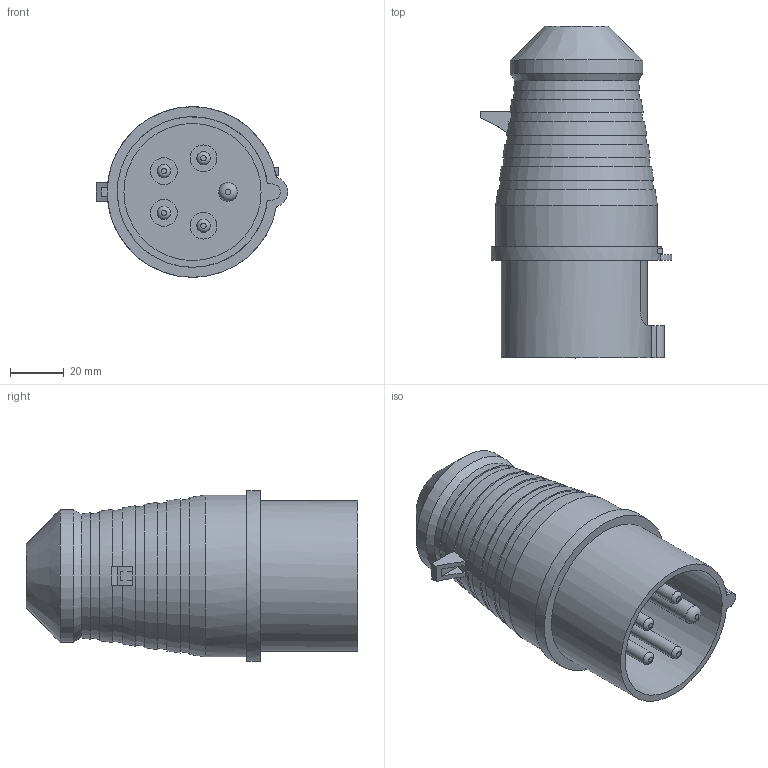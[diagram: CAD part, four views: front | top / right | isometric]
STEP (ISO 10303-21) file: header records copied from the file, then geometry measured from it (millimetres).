
FILE_DESCRIPTION (( 'STEP AP203' ), '1' );
FILE_NAME ('ps-015-16-380.ÃÌ Âèëêà ïåðåíîñíàÿ 015 3Ð+ÐÅ+N 16À 380Â IP44 EKF.STEP', '2025-10-01T09:08:24', ( '' ), ( '' ), 'SwSTEP 2.0', 'SolidWorks 2021', '' );
FILE_SCHEMA (( 'CONFIG_CONTROL_DESIGN' ));
Length unit declared in the file: millimetre
Products named in the file (3): ps-015-16-380.ÃÌ Âèëêà ïåðåíîñíàÿ 015 3Ð+ÐÅ+N 16À 380Â IP44 EKF; Êîïèÿ Òûëüíàÿ-îáùàÿ^ps-015-16-380.ÃÌ Âèëêà ïåðåíîñíàÿ 015 3Ð+ÐÅ+N 16À 380Â IP44 EKF_00; Êîïèÿ ps-015-16-380 âèëêà^ps-015-16-380.ÃÌ Âèëêà ïåðåíîñíàÿ 015 3Ð+ÐÅ+N 16À 380Â IP44 EKF_00
Assembly tree (2 placements, depth 2):
  ps-015-16-380.ÃÌ Âèëêà ïåðåíîñíàÿ 015 3Ð+ÐÅ+N 16À 380Â IP44 EKF
    Êîïèÿ ps-015-16-380 âèëêà^ps-015-16-380.ÃÌ Âèëêà ïåðåíîñíàÿ 015 3Ð+ÐÅ+N 16À 380Â IP44 EKF_00
    Êîïèÿ Òûëüíàÿ-îáùàÿ^ps-015-16-380.ÃÌ Âèëêà ïåðåíîñíàÿ 015 3Ð+ÐÅ+N 16À 380Â IP44 EKF_00
Bounding box: 71.39 x 124 x 63.75 mm (x, y, z)
Volume: 211695.8 mm3; surface area: 42679.5 mm2
Topology: 2 solids, 2 shells, 92 faces, 198 edges, 123 vertices
Faces by surface type: plane 41, cylinder 23, cone 23, torus 5
Full cylindrical faces by diameter (mm): 5 x4, 5.15 x1, 6.65 x1, 7 x1, 10 x4, 49.5 x1, 51.25 x1, 56.25 x1, 60.5 x1, 63.75 x1
Entity records: 2591 total; most frequent: CARTESIAN_POINT 467, DIRECTION 408, ORIENTED_EDGE 298, AXIS2_PLACEMENT_3D 176, EDGE_CURVE 149, EDGE_LOOP 146, VERTEX_POINT 115, FACE_OUTER_BOUND 113
